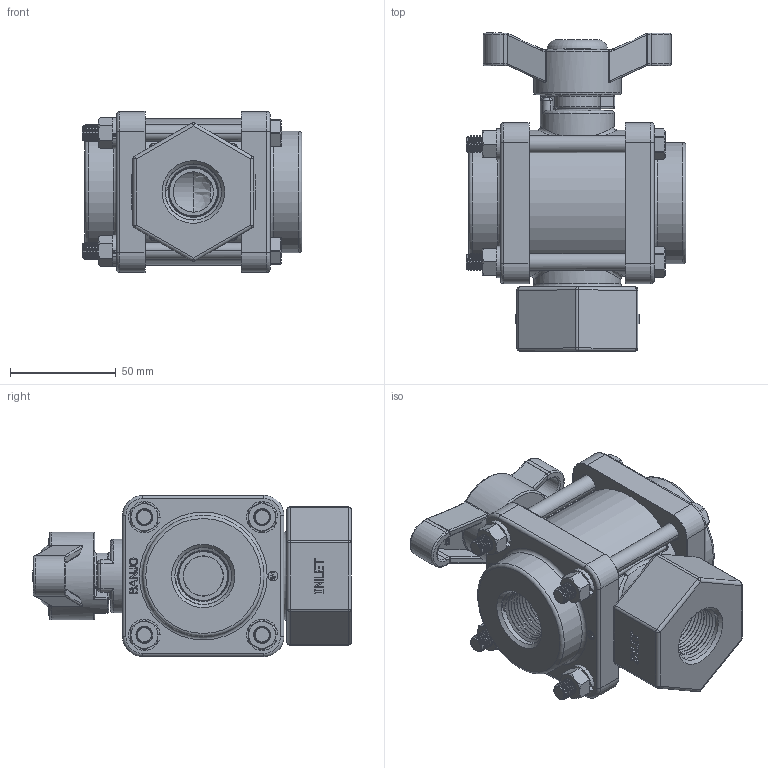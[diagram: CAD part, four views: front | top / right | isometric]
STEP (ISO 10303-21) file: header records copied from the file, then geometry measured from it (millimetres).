
FILE_DESCRIPTION(/* description */ ('3/4" BOTTOM LOAD 3-WAY VALVE'),/* implementation_level */ '2;1');
FILE_NAME(/* name */ 'V075BL.stp',/* time_stamp */ '2023-03-22T14:21:47-04:00',/* author */ ('MEG'),/* organization */ (''),/* preprocessor_version */ 'ST-DEVELOPER v18.1',/* originating_system */ 'Autodesk Inventor 2022',/* authorisation */ '');
FILE_SCHEMA (('AUTOMOTIVE_DESIGN { 1 0 10303 214 3 1 1 }'));
Products named in the file (21): V075BL; V07354B; V07354BX; V07357; V07357X; V07020; V10060; V10117; V10118; V10119; V10151; V10159; V10163; V10258; V10264; V10355B; V10355BM; VX10355B; V20353C; V10353TB; SW10
Assembly tree (32 placements, depth 4):
  V075BL
    V07354B
      V07354BX
    V07357  x2
      V07357X
    V07020
    V10060
    V10117  x4
    V10118  x4
    V10119  x4
    V10151
    V10159
    V10163
    V10258  x2
    V10264  x2
    V10355B
      V10355BM
        VX10355B
    V20353C
    V10353TB
    SW10
Bounding box: 103.89 x 150.75 x 76.2 mm (x, y, z)
Volume: 468343.2 mm3; surface area: 141685.7 mm2
Topology: 28 solids, 28 shells, 2520 faces, 6023 edges, 3681 vertices
Faces by surface type: plane 936, cylinder 664, cone 467, bspline 290, torus 117, sphere 46
Full cylindrical faces by diameter (mm): 3.556 x4, 3.683 x1, 4.572 x2, 4.702 x3, 4.826 x1, 5.159 x1, 5.334 x1, 9.271 x8, 9.525 x1, 11.112 x1, 14.275 x1, 14.351 x1, 14.529 x1, 14.605 x1, 18.72 x1, 18.898 x1, 18.923 x1, 19.05 x4, 20.32 x1, 21.844 x4, 22.098 x1, 22.225 x2, 22.86 x1, 25.4 x1, 25.527 x3, 25.908 x4, 34.925 x1, 38.1 x2, 38.735 x2, 41.148 x1
Entity records: 62311 total; most frequent: CARTESIAN_POINT 24092, ORIENTED_EDGE 8094, DIRECTION 7093, EDGE_CURVE 4047, VERTEX_POINT 2548, LINE 2439, VECTOR 2439, AXIS2_PLACEMENT_3D 2327
